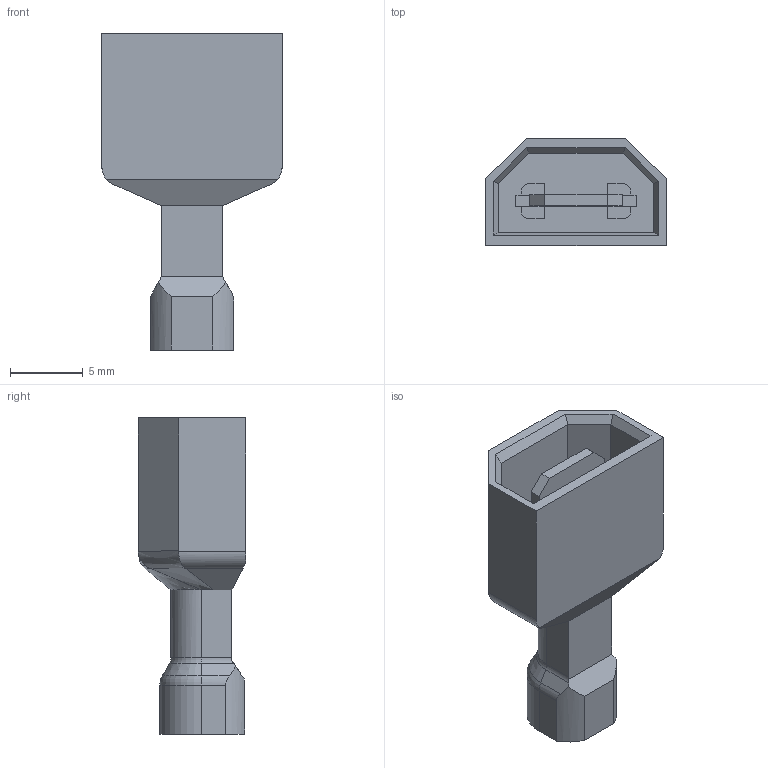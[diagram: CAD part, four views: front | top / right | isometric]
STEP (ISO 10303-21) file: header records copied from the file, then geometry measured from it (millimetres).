
FILE_DESCRIPTION(/* description */ (''),/* implementation_level */ '2;1');
FILE_NAME(/* name */ 'ELEC_QuickDisconnectFemale_3-520107-2.ipt.step',/* time_stamp */ '2015-01-02T19:14:13-08:00',/* author */ ('Autodesk Inc.'),/* organization */ ('Autodesk Inc.'),/* preprocessor_version */ 'ST-DEVELOPER v15.6',/* originating_system */ 'Autodesk Inventor 2015',/* authorisation */ '');
FILE_SCHEMA (('AUTOMOTIVE_DESIGN { 1 0 10303 214 3 1 1 }'));
Length unit declared in the file: millimetre
Products named in the file (1): ELEC_QuickDisconnectFemale_3-520107-2
Bounding box: 12.37 x 7.37 x 21.72 mm (x, y, z)
Volume: 616.9 mm3; surface area: 1165.9 mm2
Topology: 1 solids, 1 shells, 86 faces, 227 edges, 146 vertices
Faces by surface type: plane 61, cylinder 15, bspline 6, torus 2, cone 2
Full cylindrical faces by diameter (mm): 4.191 x1
Entity records: 2989 total; most frequent: CARTESIAN_POINT 768, ORIENTED_EDGE 448, DIRECTION 411, EDGE_CURVE 224, LINE 169, VECTOR 169, VERTEX_POINT 145, AXIS2_PLACEMENT_3D 121
